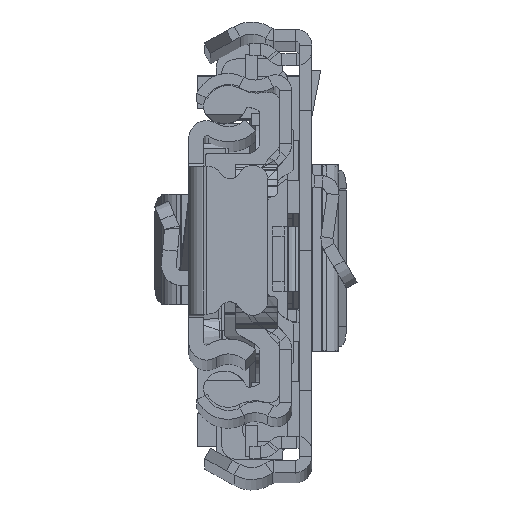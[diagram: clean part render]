
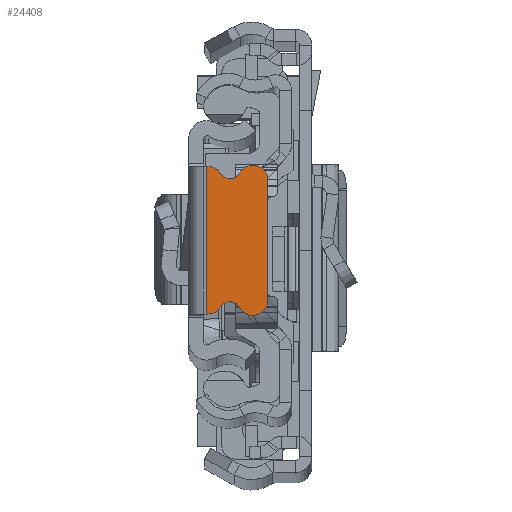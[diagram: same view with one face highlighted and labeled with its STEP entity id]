
A CAD part, top view. The second image highlights one B-rep face of the part: STEP entity #24408.
In plain terms, the highlighted planar face has unit normal (0, 0, 1).
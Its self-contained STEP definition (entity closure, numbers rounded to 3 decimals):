
#70 = CIRCLE ( 'NONE', #23133, 1.5 ) ;
#289 = CARTESIAN_POINT ( 'NONE',  ( -5.109, 6.713, 0. ) ) ;
#1056 = DIRECTION ( 'NONE',  ( 0., 0., 1. ) ) ;
#1780 = ORIENTED_EDGE ( 'NONE', *, *, #15075, .T. ) ;
#2059 = LINE ( 'NONE', #26186, #25336 ) ;
#2194 = EDGE_CURVE ( 'NONE', #12775, #14007, #29530, .T. ) ;
#2630 = CARTESIAN_POINT ( 'NONE',  ( -1.75, -7.37, 0. ) ) ;
#2682 = DIRECTION ( 'NONE',  ( 0., 0., -1. ) ) ;
#5182 = CARTESIAN_POINT ( 'NONE',  ( -4.142, 7.236, 0. ) ) ;
#5283 = EDGE_CURVE ( 'NONE', #21612, #8249, #34645, .T. ) ;
#5360 = AXIS2_PLACEMENT_3D ( 'NONE', #5182, #2682, #10652 ) ;
#5438 = LINE ( 'NONE', #16197, #9244 ) ;
#5770 = DIRECTION ( 'NONE',  ( 0., -1., 0. ) ) ;
#6174 = CARTESIAN_POINT ( 'NONE',  ( -1.929, 5.87, 0. ) ) ;
#6605 = DIRECTION ( 'NONE',  ( 0., 0., 1. ) ) ;
#7391 = CARTESIAN_POINT ( 'NONE',  ( -1.929, -7.37, 0. ) ) ;
#7933 = VERTEX_POINT ( 'NONE', #2630 ) ;
#8249 = VERTEX_POINT ( 'NONE', #18277 ) ;
#8351 = AXIS2_PLACEMENT_3D ( 'NONE', #33699, #6605, #25399 ) ;
#9244 = VECTOR ( 'NONE', #5770, 1000. ) ;
#9825 = DIRECTION ( 'NONE',  ( -1., 0., 0. ) ) ;
#9904 = ORIENTED_EDGE ( 'NONE', *, *, #29966, .T. ) ;
#10652 = DIRECTION ( 'NONE',  ( 1., 0., 0. ) ) ;
#10985 = EDGE_CURVE ( 'NONE', #14007, #27216, #70, .T. ) ;
#11601 = ORIENTED_EDGE ( 'NONE', *, *, #13618, .T. ) ;
#11826 = DIRECTION ( 'NONE',  ( 1., 0., 0. ) ) ;
#11984 = CIRCLE ( 'NONE', #29959, 1.5 ) ;
#12012 = VERTEX_POINT ( 'NONE', #19409 ) ;
#12462 = EDGE_LOOP ( 'NONE', ( #25410, #23464, #9904, #21915, #13450, #18121, #11601, #1780, #17396, #22458 ) ) ;
#12775 = VERTEX_POINT ( 'NONE', #16131 ) ;
#13450 = ORIENTED_EDGE ( 'NONE', *, *, #10985, .T. ) ;
#13618 = EDGE_CURVE ( 'NONE', #31759, #19093, #22962, .T. ) ;
#14007 = VERTEX_POINT ( 'NONE', #289 ) ;
#14923 = VERTEX_POINT ( 'NONE', #30237 ) ;
#14965 = CARTESIAN_POINT ( 'NONE',  ( -7.929, 6., 0. ) ) ;
#14993 = FACE_OUTER_BOUND ( 'NONE', #12462, .T. ) ;
#15075 = EDGE_CURVE ( 'NONE', #19093, #14923, #22487, .T. ) ;
#15313 = DIRECTION ( 'NONE',  ( 1., 0., 0. ) ) ;
#16131 = CARTESIAN_POINT ( 'NONE',  ( -3.206, 6.658, 0. ) ) ;
#16197 = CARTESIAN_POINT ( 'NONE',  ( -7.929, -6., 0. ) ) ;
#16922 = DIRECTION ( 'NONE',  ( 0., 0., 1. ) ) ;
#17396 = ORIENTED_EDGE ( 'NONE', *, *, #29160, .T. ) ;
#17435 = AXIS2_PLACEMENT_3D ( 'NONE', #20189, #28116, #9825 ) ;
#17776 = CARTESIAN_POINT ( 'NONE',  ( -6.429, 6., 0. ) ) ;
#18121 = ORIENTED_EDGE ( 'NONE', *, *, #31057, .T. ) ;
#18277 = CARTESIAN_POINT ( 'NONE',  ( -1.75, 7.37, 0. ) ) ;
#18924 = EDGE_CURVE ( 'NONE', #8249, #7933, #2059, .T. ) ;
#19093 = VERTEX_POINT ( 'NONE', #26717 ) ;
#19409 = CARTESIAN_POINT ( 'NONE',  ( -1.929, -7.37, 0. ) ) ;
#20189 = CARTESIAN_POINT ( 'NONE',  ( -4.142, -7.236, 0. ) ) ;
#20556 = LINE ( 'NONE', #7391, #28278 ) ;
#21612 = VERTEX_POINT ( 'NONE', #24193 ) ;
#21651 = CARTESIAN_POINT ( 'NONE',  ( -6.429, -6., 0. ) ) ;
#21915 = ORIENTED_EDGE ( 'NONE', *, *, #2194, .T. ) ;
#22458 = ORIENTED_EDGE ( 'NONE', *, *, #31676, .F. ) ;
#22487 = CIRCLE ( 'NONE', #17435, 1.1 ) ;
#22962 = CIRCLE ( 'NONE', #25209, 1.5 ) ;
#23133 = AXIS2_PLACEMENT_3D ( 'NONE', #17776, #23571, #28509 ) ;
#23464 = ORIENTED_EDGE ( 'NONE', *, *, #5283, .F. ) ;
#23549 = CARTESIAN_POINT ( 'NONE',  ( -1.929, 7.37, 0. ) ) ;
#23571 = DIRECTION ( 'NONE',  ( 0., 0., 1. ) ) ;
#24193 = CARTESIAN_POINT ( 'NONE',  ( -1.929, 7.37, 0. ) ) ;
#24408 = ADVANCED_FACE ( 'NONE', ( #14993 ), #25351, .T. ) ;
#24459 = VECTOR ( 'NONE', #15313, 1000. ) ;
#24471 = DIRECTION ( 'NONE',  ( 1., 0., 0. ) ) ;
#24817 = DIRECTION ( 'NONE',  ( 0., 0., 1. ) ) ;
#25209 = AXIS2_PLACEMENT_3D ( 'NONE', #21651, #24817, #24471 ) ;
#25336 = VECTOR ( 'NONE', #34299, 1000. ) ;
#25351 = PLANE ( 'NONE',  #27563 ) ;
#25399 = DIRECTION ( 'NONE',  ( 1., 0., 0. ) ) ;
#25410 = ORIENTED_EDGE ( 'NONE', *, *, #18924, .F. ) ;
#25701 = CARTESIAN_POINT ( 'NONE',  ( 592.771, 0., 0. ) ) ;
#26186 = CARTESIAN_POINT ( 'NONE',  ( -1.75, 0., 0. ) ) ;
#26717 = CARTESIAN_POINT ( 'NONE',  ( -5.109, -6.713, 0. ) ) ;
#27216 = VERTEX_POINT ( 'NONE', #14965 ) ;
#27563 = AXIS2_PLACEMENT_3D ( 'NONE', #25701, #1056, #11826 ) ;
#27625 = DIRECTION ( 'NONE',  ( -1., 0., 0. ) ) ;
#28116 = DIRECTION ( 'NONE',  ( 0., 0., -1. ) ) ;
#28278 = VECTOR ( 'NONE', #31646, 1000. ) ;
#28509 = DIRECTION ( 'NONE',  ( -1., 0., 0. ) ) ;
#29160 = EDGE_CURVE ( 'NONE', #14923, #12012, #30229, .T. ) ;
#29530 = CIRCLE ( 'NONE', #5360, 1.1 ) ;
#29959 = AXIS2_PLACEMENT_3D ( 'NONE', #6174, #16922, #27625 ) ;
#29966 = EDGE_CURVE ( 'NONE', #21612, #12775, #11984, .T. ) ;
#30229 = CIRCLE ( 'NONE', #8351, 1.5 ) ;
#30237 = CARTESIAN_POINT ( 'NONE',  ( -3.206, -6.658, 0. ) ) ;
#31057 = EDGE_CURVE ( 'NONE', #27216, #31759, #5438, .T. ) ;
#31646 = DIRECTION ( 'NONE',  ( -1., 0., 0. ) ) ;
#31676 = EDGE_CURVE ( 'NONE', #7933, #12012, #20556, .T. ) ;
#31759 = VERTEX_POINT ( 'NONE', #34464 ) ;
#33699 = CARTESIAN_POINT ( 'NONE',  ( -1.929, -5.87, 0. ) ) ;
#34299 = DIRECTION ( 'NONE',  ( 0., -1., 0. ) ) ;
#34464 = CARTESIAN_POINT ( 'NONE',  ( -7.929, -6., 0. ) ) ;
#34645 = LINE ( 'NONE', #23549, #24459 ) ;
